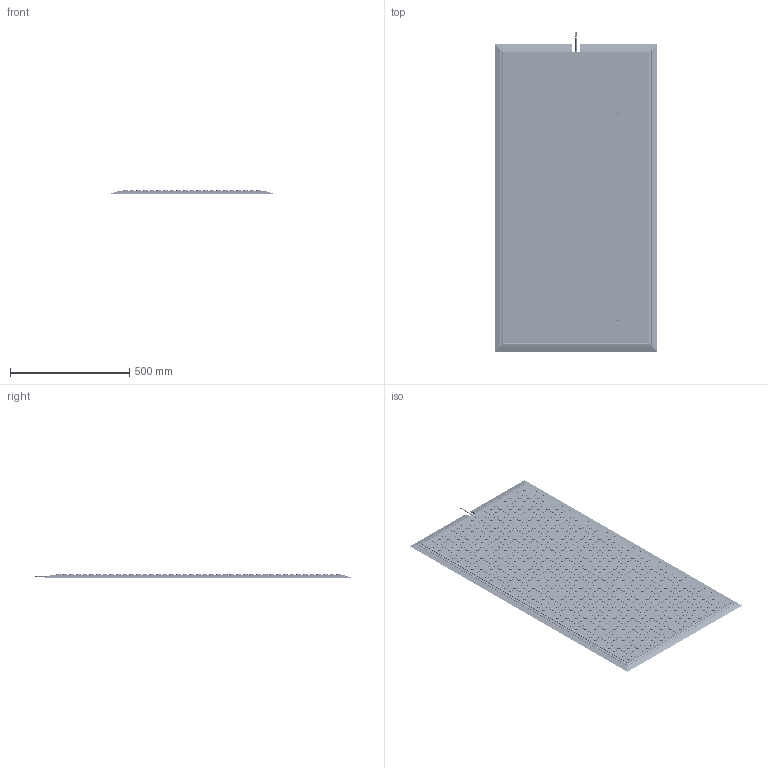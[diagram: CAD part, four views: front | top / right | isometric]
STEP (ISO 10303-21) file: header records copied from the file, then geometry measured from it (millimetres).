
FILE_DESCRIPTION (( 'STEP AP203' ), '1' );
FILE_NAME ('1602-5381_Default.step', '2022-02-03T14:46:55', ( 'Windows User' ), ( '' ), 'SwSTEP 2.0', 'SolidWorks 2021', '' );
FILE_SCHEMA (( 'CONFIG_CONTROL_DESIGN' ));
Products named in the file (1): 1602-5381_Default
Bounding box: 679.6 x 1338.2 x 14 mm (x, y, z)
Volume: 10240440.1 mm3; surface area: 1915944.9 mm2
Topology: 3 solids, 3 shells, 2882 faces, 5839 edges, 3886 vertices
Faces by surface type: cylinder 1889, plane 961, bspline 32
Entity records: 78218 total; most frequent: DIRECTION 15351, CARTESIAN_POINT 13562, ORIENTED_EDGE 11678, AXIS2_PLACEMENT_3D 6691, EDGE_CURVE 5839, VERTEX_POINT 3886, CIRCLE 3840, EDGE_LOOP 3807
